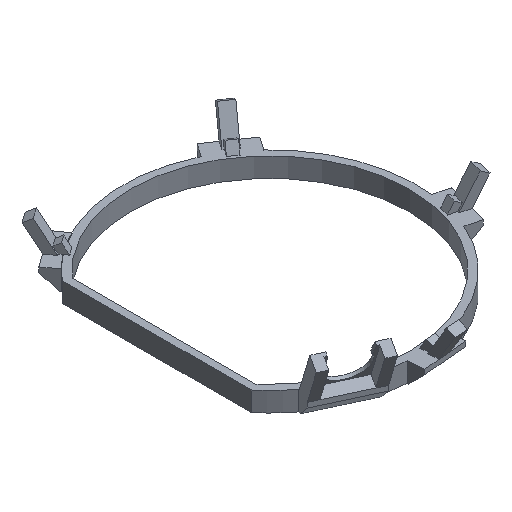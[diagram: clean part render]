
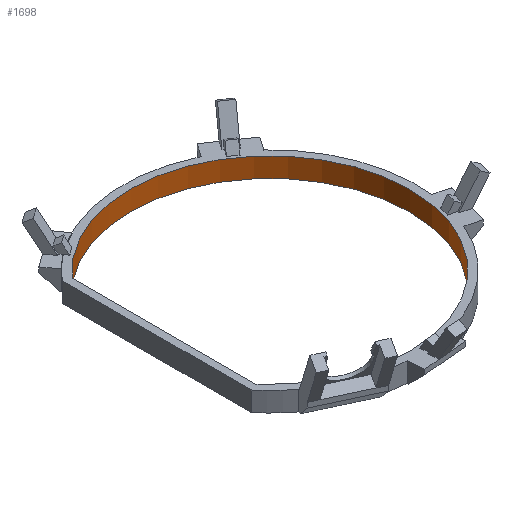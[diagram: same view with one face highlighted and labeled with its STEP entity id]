
A CAD part, isometric view. The second image highlights one B-rep face of the part: STEP entity #1698.
In plain terms, the highlighted cylindrical face has radius 28.6 mm (diameter 57.2 mm), a partial arc.
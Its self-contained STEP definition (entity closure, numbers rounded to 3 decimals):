
#25=CYLINDRICAL_SURFACE('',#1827,28.6);
#40=CIRCLE('',#1725,28.6);
#53=CIRCLE('',#1759,28.6);
#141=FACE_OUTER_BOUND('',#230,.T.);
#230=EDGE_LOOP('',(#1529,#1530,#1531,#1532));
#443=LINE('',#2755,#656);
#444=LINE('',#2756,#657);
#656=VECTOR('',#2268,10.);
#657=VECTOR('',#2269,10.);
#689=VERTEX_POINT('',#2342);
#690=VERTEX_POINT('',#2343);
#763=VERTEX_POINT('',#2530);
#764=VERTEX_POINT('',#2531);
#847=EDGE_CURVE('',#689,#690,#40,.T.);
#941=EDGE_CURVE('',#763,#764,#53,.T.);
#1053=EDGE_CURVE('',#689,#763,#443,.T.);
#1054=EDGE_CURVE('',#690,#764,#444,.T.);
#1529=ORIENTED_EDGE('',*,*,#847,.T.);
#1530=ORIENTED_EDGE('',*,*,#1054,.T.);
#1531=ORIENTED_EDGE('',*,*,#941,.F.);
#1532=ORIENTED_EDGE('',*,*,#1053,.F.);
#1698=ADVANCED_FACE('',(#141),#25,.F.);
#1725=AXIS2_PLACEMENT_3D('',#2344,#1878,#1879);
#1759=AXIS2_PLACEMENT_3D('',#2532,#2026,#2027);
#1827=AXIS2_PLACEMENT_3D('',#2757,#2270,#2271);
#1878=DIRECTION('center_axis',(0.,0.,-1.));
#1879=DIRECTION('ref_axis',(-0.755,-0.656,0.));
#2026=DIRECTION('center_axis',(0.,0.,-1.));
#2027=DIRECTION('ref_axis',(-0.755,-0.656,0.));
#2268=DIRECTION('',(0.,0.,1.));
#2269=DIRECTION('',(0.,0.,1.));
#2270=DIRECTION('center_axis',(0.,0.,1.));
#2271=DIRECTION('ref_axis',(1.,0.,0.));
#2342=CARTESIAN_POINT('',(-21.596,18.75,0.));
#2343=CARTESIAN_POINT('',(-21.596,-18.75,0.));
#2344=CARTESIAN_POINT('Origin',(0.,0.,0.));
#2530=CARTESIAN_POINT('',(-21.596,18.75,4.));
#2531=CARTESIAN_POINT('',(-21.596,-18.75,4.));
#2532=CARTESIAN_POINT('Origin',(0.,0.,4.));
#2755=CARTESIAN_POINT('',(-21.596,18.75,0.));
#2756=CARTESIAN_POINT('',(-21.596,-18.75,0.));
#2757=CARTESIAN_POINT('Origin',(0.,0.,0.));
